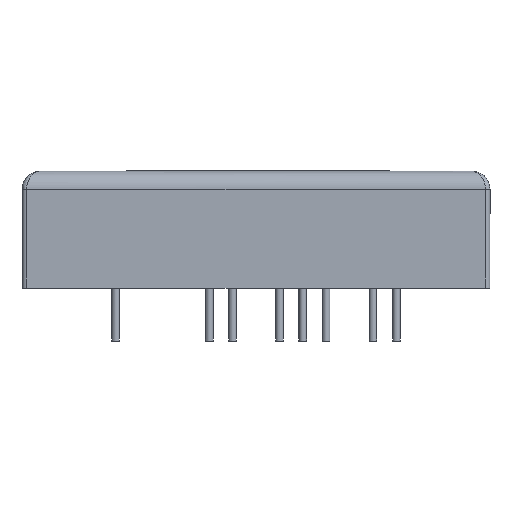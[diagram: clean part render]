
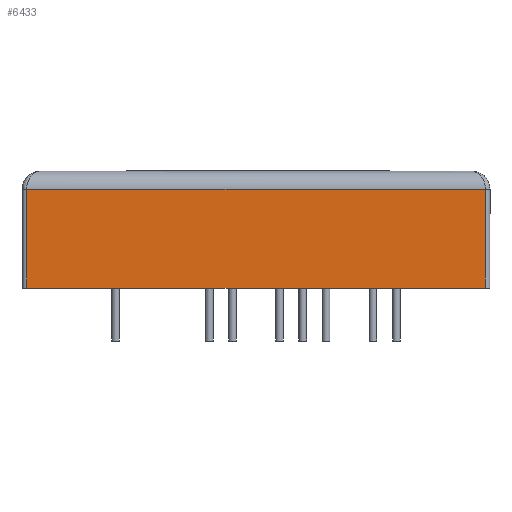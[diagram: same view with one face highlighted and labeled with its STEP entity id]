
A CAD part, front view. The second image highlights one B-rep face of the part: STEP entity #6433.
In plain terms, the highlighted face is planar.
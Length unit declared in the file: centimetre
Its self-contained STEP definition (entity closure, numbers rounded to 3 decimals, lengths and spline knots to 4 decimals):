
#672=VERTEX_POINT('',#9360);
#674=VERTEX_POINT('',#9427);
#677=VERTEX_POINT('',#9441);
#678=VERTEX_POINT('',#9445);
#1264=VECTOR('',#7427,1.);
#1268=VECTOR('',#7436,1.);
#1269=VECTOR('',#7440,1.);
#1270=VECTOR('',#7441,1.);
#2020=LINE('',#9431,#1264);
#2024=LINE('',#9440,#1268);
#2025=LINE('',#9444,#1269);
#2026=LINE('',#9446,#1270);
#2869=EDGE_CURVE('',#674,#672,#2020,.T.);
#2873=EDGE_CURVE('',#672,#677,#2024,.T.);
#2875=EDGE_CURVE('',#674,#678,#2025,.T.);
#2876=EDGE_CURVE('',#678,#677,#2026,.T.);
#3897=ORIENTED_EDGE('',*,*,#2869,.F.);
#3898=ORIENTED_EDGE('',*,*,#2875,.T.);
#3899=ORIENTED_EDGE('',*,*,#2876,.T.);
#3900=ORIENTED_EDGE('',*,*,#2873,.F.);
#5519=EDGE_LOOP('',(#3897,#3898,#3899,#3900));
#5989=FACE_BOUND('',#5519,.T.);
#6433=ADVANCED_FACE('',(#5989),#6806,.T.);
#6806=PLANE('',#11450);
#7427=DIRECTION('',(-0.809,0.588,0.));
#7436=DIRECTION('',(0.,0.,1.));
#7439=DIRECTION('',(-0.588,-0.809,0.));
#7440=DIRECTION('',(0.,0.,1.));
#7441=DIRECTION('',(-0.809,0.588,0.));
#9360=CARTESIAN_POINT('',(-3.3974,2.1539,-0.385));
#9427=CARTESIAN_POINT('',(0.6317,-0.7731,-0.385));
#9431=CARTESIAN_POINT('',(-1.3828,0.6904,-0.385));
#9440=CARTESIAN_POINT('',(-3.3974,2.1539,-0.585));
#9441=CARTESIAN_POINT('',(-3.3974,2.1539,0.685));
#9443=CARTESIAN_POINT('',(-1.3828,0.6904,-0.585));
#9444=CARTESIAN_POINT('',(0.6317,-0.7731,-0.585));
#9445=CARTESIAN_POINT('',(0.6317,-0.7731,0.685));
#9446=CARTESIAN_POINT('',(-3.3974,2.1539,0.685));
#11450=AXIS2_PLACEMENT_3D('',#9443,#7439,$);
